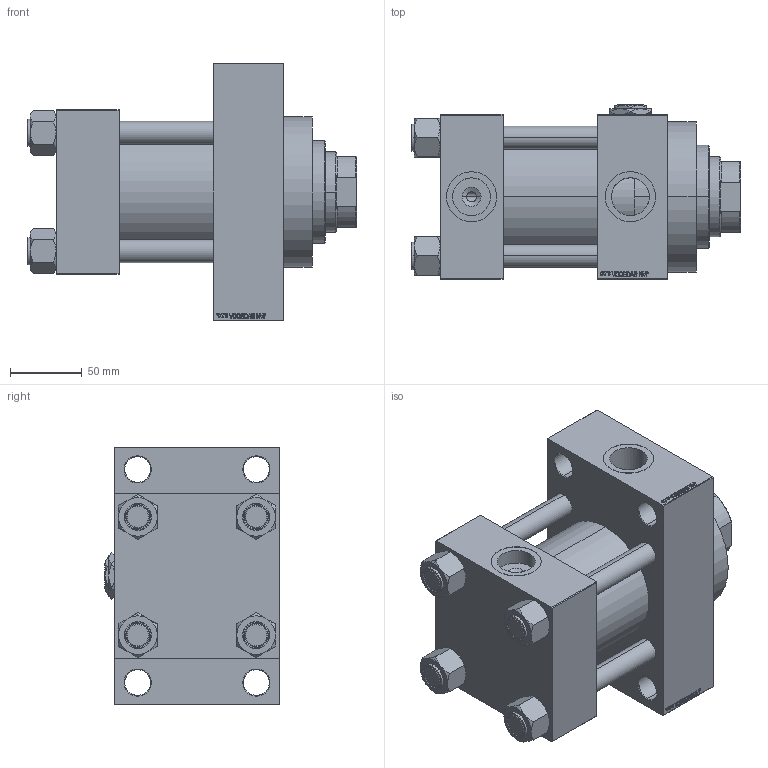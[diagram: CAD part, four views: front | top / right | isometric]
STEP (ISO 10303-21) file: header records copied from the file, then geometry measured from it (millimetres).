
FILE_DESCRIPTION (( 'STEP AP203' ), '1' );
FILE_NAME ('3c76.STEP', '2025-12-11T12:46:43', ( '' ), ( '' ), 'SwSTEP 2.0', 'SolidWorks 2019', '' );
FILE_SCHEMA (( 'CONFIG_CONTROL_DESIGN' ));
Length unit declared in the file: millimetre
Products named in the file (7): V215CD_D_TYCINKA 9e03e37e133a2d672be8bb2b1f088c5f; V215CD_D_Body 9e03e37e133a2d672be8bb2b1f088c5f; 3c76; Zatka_pro_OIL_PORT 9e03e37e133a2d672be8bb2b1f088c5f; V215CD_NUT_M5_D 9e03e37e133a2d672be8bb2b1f088c5f; V215CD_VCP_D 9e03e37e133a2d672be8bb2b1f088c5f; V215CD_VC_A 9e03e37e133a2d672be8bb2b1f088c5f
Assembly tree (12 placements, depth 2):
  3c76
    V215CD_D_Body 9e03e37e133a2d672be8bb2b1f088c5f
    V215CD_VC_A 9e03e37e133a2d672be8bb2b1f088c5f
    V215CD_VCP_D 9e03e37e133a2d672be8bb2b1f088c5f
    V215CD_D_TYCINKA 9e03e37e133a2d672be8bb2b1f088c5f  x4
    V215CD_NUT_M5_D 9e03e37e133a2d672be8bb2b1f088c5f  x4
    Zatka_pro_OIL_PORT 9e03e37e133a2d672be8bb2b1f088c5f
Bounding box: 230 x 122 x 180 mm (x, y, z)
Volume: 2091468.8 mm3; surface area: 313660.1 mm2
Topology: 12 solids, 12 shells, 1196 faces, 3019 edges, 1959 vertices
Faces by surface type: plane 568, bspline 368, cone 162, cylinder 90, torus 8
Entity records: 49463 total; most frequent: CARTESIAN_POINT 25841, ORIENTED_EDGE 5302, DIRECTION 3455, EDGE_CURVE 2651, VERTEX_POINT 1737, VECTOR 1559, LINE 1559, EDGE_LOOP 1174
